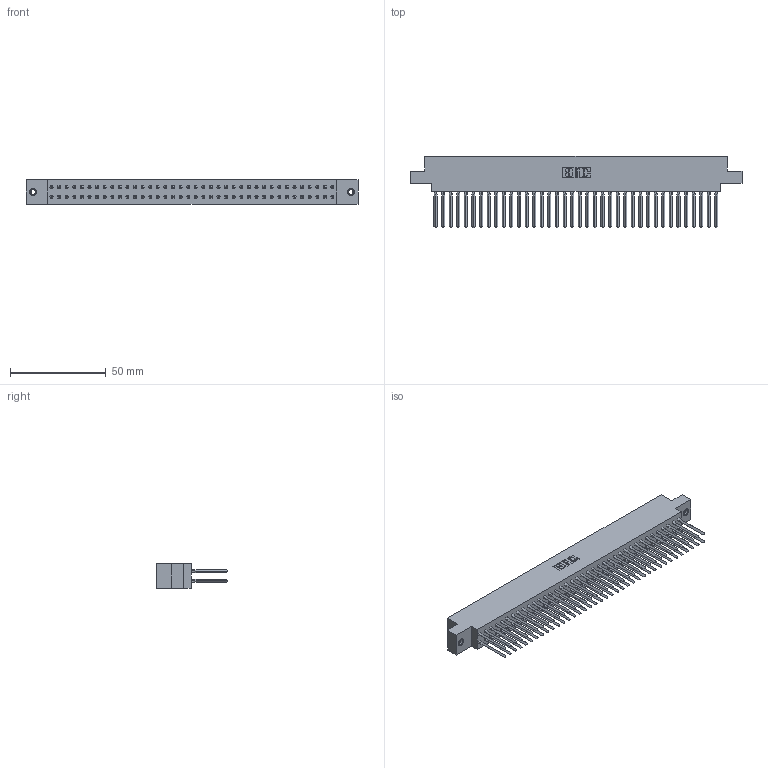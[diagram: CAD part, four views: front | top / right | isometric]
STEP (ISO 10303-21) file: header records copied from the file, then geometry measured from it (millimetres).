
FILE_DESCRIPTION (( 'STEP AP203' ), '1' );
FILE_NAME ('317-076-542-878.STEP', '2020-02-28T08:28:01', ( '' ), ( '' ), 'SwSTEP 2.0', 'SolidWorks 2016', '' );
FILE_SCHEMA (( 'CONFIG_CONTROL_DESIGN' ));
Length unit declared in the file: inch
Products named in the file (4): 317 Part_.156 Dia - TI; 345-250-001_345-250-003-102; 317-076-542-878; 317-290-003_542
Assembly tree (79 placements, depth 2):
  317-076-542-878
    317 Part_.156 Dia - TI
    317-290-003_542  x76
    345-250-001_345-250-003-102  x2
Bounding box: 173.28 x 37.34 x 12.7 mm (x, y, z)
Volume: 28240.9 mm3; surface area: 39165.7 mm2
Topology: 79 solids, 79 shells, 4494 faces, 12571 edges, 8018 vertices
Faces by surface type: plane 3586, cylinder 588, bspline 304, cone 12, torus 4
Entity records: 55690 total; most frequent: CARTESIAN_POINT 9936, ORIENTED_EDGE 9592, DIRECTION 8114, EDGE_CURVE 4796, LINE 4606, VECTOR 4606, VERTEX_POINT 3188, AXIS2_PLACEMENT_3D 1754
